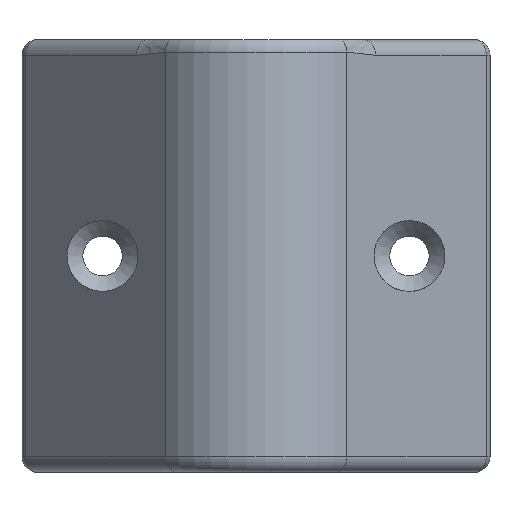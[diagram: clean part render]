
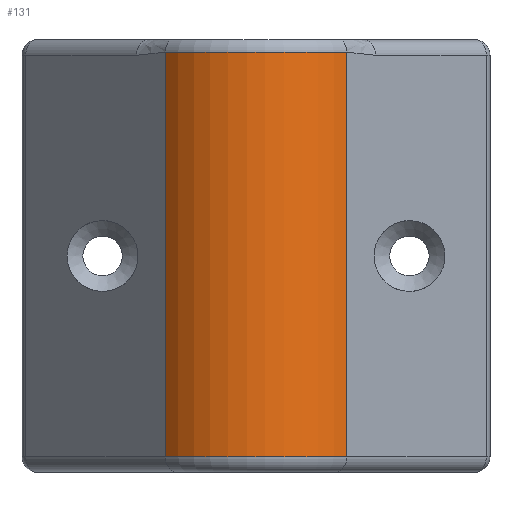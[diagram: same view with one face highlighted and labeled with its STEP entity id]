
A CAD part, front view. The second image highlights one B-rep face of the part: STEP entity #131.
In plain terms, the highlighted cylindrical face has radius 15 mm (diameter 30 mm), a partial arc.
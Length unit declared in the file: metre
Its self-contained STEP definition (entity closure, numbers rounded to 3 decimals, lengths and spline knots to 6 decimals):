
#131 = ADVANCED_FACE( '', ( #276 ), #277, .T. );
#276 = FACE_OUTER_BOUND( '', #599, .T. );
#277 = CYLINDRICAL_SURFACE( '', #600, 0.015 );
#599 = EDGE_LOOP( '', ( #893, #894, #895, #896 ) );
#600 = AXIS2_PLACEMENT_3D( '', #897, #898, #899 );
#893 = ORIENTED_EDGE( '', *, *, #1062, .F. );
#894 = ORIENTED_EDGE( '', *, *, #1042, .T. );
#895 = ORIENTED_EDGE( '', *, *, #1057, .T. );
#896 = ORIENTED_EDGE( '', *, *, #967, .T. );
#897 = CARTESIAN_POINT( '', ( 0., 0., 0.055 ) );
#898 = DIRECTION( '', ( 0., 0., 1. ) );
#899 = DIRECTION( '', ( -1., 0., 0. ) );
#967 = EDGE_CURVE( '', #1098, #1103, #1105, .T. );
#1042 = EDGE_CURVE( '', #1207, #1201, #1222, .F. );
#1057 = EDGE_CURVE( '', #1201, #1098, #1240, .T. );
#1062 = EDGE_CURVE( '', #1207, #1103, #1245, .T. );
#1098 = VERTEX_POINT( '', #1283 );
#1103 = VERTEX_POINT( '', #1288 );
#1105 = CIRCLE( '', #1290, 0.015 );
#1201 = VERTEX_POINT( '', #1445 );
#1207 = VERTEX_POINT( '', #1473 );
#1222 = CIRCLE( '', #1510, 0.015 );
#1240 = LINE( '', #1532, #1533 );
#1245 = LINE( '', #1540, #1541 );
#1283 = CARTESIAN_POINT( '', ( -0.011529, -0.009596, 0.002 ) );
#1288 = CARTESIAN_POINT( '', ( 0.011529, -0.009596, 0.002 ) );
#1290 = AXIS2_PLACEMENT_3D( '', #1588, #1589, #1590 );
#1445 = CARTESIAN_POINT( '', ( -0.011529, -0.009596, 0.0534 ) );
#1473 = CARTESIAN_POINT( '', ( 0.011529, -0.009596, 0.0534 ) );
#1510 = AXIS2_PLACEMENT_3D( '', #1700, #1701, #1702 );
#1532 = CARTESIAN_POINT( '', ( -0.011529, -0.009596, 0.055002 ) );
#1533 = VECTOR( '', #1716, 1. );
#1540 = CARTESIAN_POINT( '', ( 0.011529, -0.009596, 0.055002 ) );
#1541 = VECTOR( '', #1719, 1. );
#1588 = CARTESIAN_POINT( '', ( 0., 0., 0.002 ) );
#1589 = DIRECTION( '', ( 0., 0., 1. ) );
#1590 = DIRECTION( '', ( 1., 0., 0. ) );
#1700 = CARTESIAN_POINT( '', ( 0., 0., 0.0534 ) );
#1701 = DIRECTION( '', ( 0., 0., 1. ) );
#1702 = DIRECTION( '', ( 1., 0., 0. ) );
#1716 = DIRECTION( '', ( 0., 0., -1. ) );
#1719 = DIRECTION( '', ( 0., 0., -1. ) );
